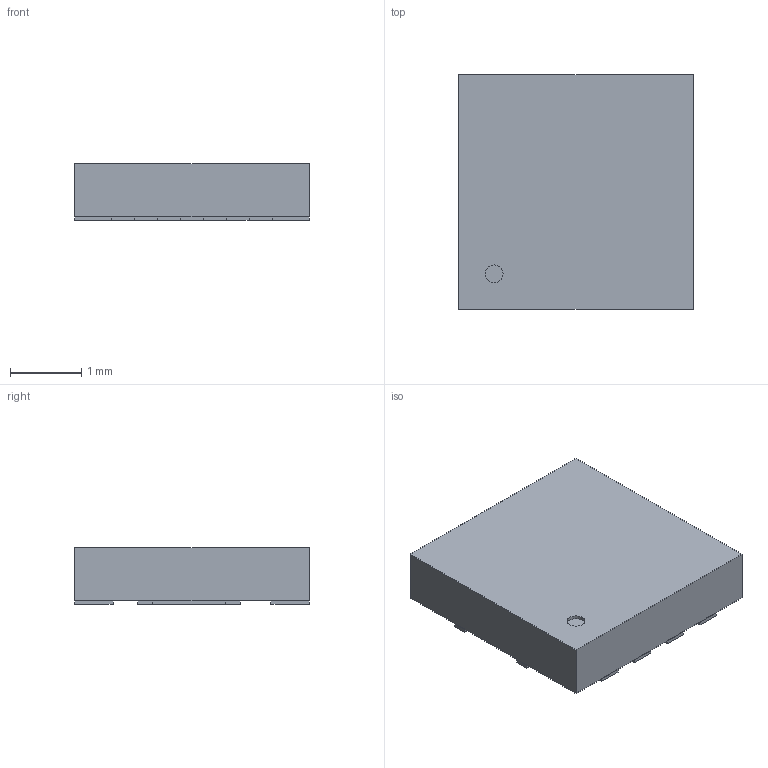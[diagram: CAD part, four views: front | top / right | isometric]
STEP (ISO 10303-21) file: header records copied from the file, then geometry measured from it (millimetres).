
FILE_DESCRIPTION (( 'STEP AP214' ), '1' );
FILE_NAME ('NTTFD4D0N04HL.step', '2021-10-01T04:19:08', ( '' ), ( '' ), 'SwSTEP 2.0', 'SolidWorks 2020', '' );
FILE_SCHEMA (( 'AUTOMOTIVE_DESIGN' ));
Length unit declared in the file: millimetre
Products named in the file (1): NTTFD4D0N04HL
Bounding box: 3.3 x 3.3 x 0.8 mm (x, y, z)
Volume: 8.4 mm3; surface area: 43.4 mm2
Topology: 9 solids, 9 shells, 73 faces, 162 edges, 108 vertices
Faces by surface type: plane 71, cylinder 2
Entity records: 2086 total; most frequent: CARTESIAN_POINT 344, ORIENTED_EDGE 324, DIRECTION 314, EDGE_CURVE 162, VECTOR 158, LINE 158, VERTEX_POINT 108, AXIS2_PLACEMENT_3D 78
